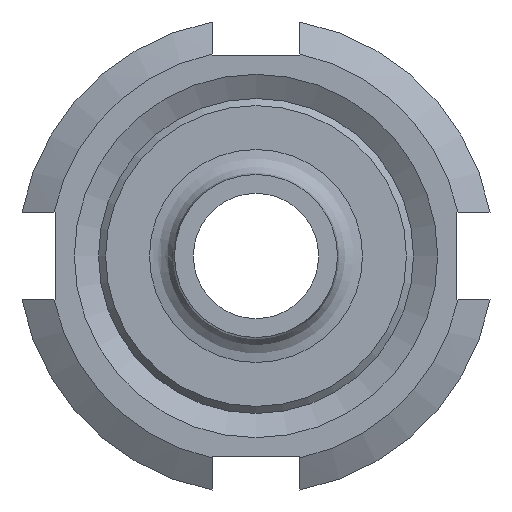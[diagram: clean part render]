
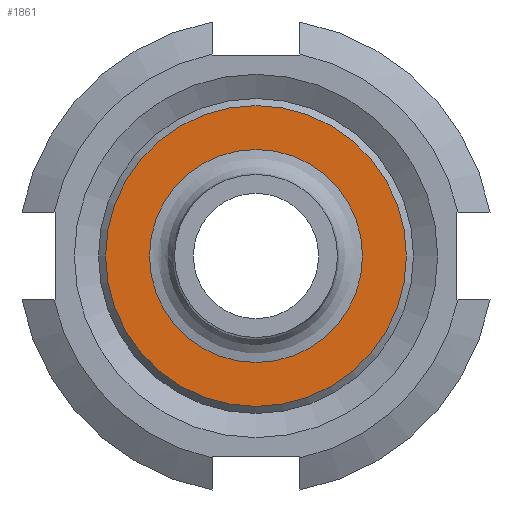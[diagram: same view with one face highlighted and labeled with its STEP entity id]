
A CAD part, left-side view. The second image highlights one B-rep face of the part: STEP entity #1861.
In plain terms, the highlighted planar face has unit normal (-1, 0, 0).
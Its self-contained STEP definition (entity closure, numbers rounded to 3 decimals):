
#1751=CARTESIAN_POINT('',(29.,0.0,12.));
#1752=VERTEX_POINT('',#1751);
#1753=CARTESIAN_POINT('',(29.,0.0,0.0));
#1754=DIRECTION('',(-1.0,0.0,0.0));
#1755=DIRECTION('',(0.0,0.0,1.0));
#1756=AXIS2_PLACEMENT_3D('',#1753,#1754,#1755);
#1757=CIRCLE('',#1756,12.);
#1758=EDGE_CURVE('',#1752,#1752,#1757,.T.);
#1827=CARTESIAN_POINT('',(29.,8.5,0.0));
#1828=VERTEX_POINT('',#1827);
#1829=CARTESIAN_POINT('',(29.,0.,0.0));
#1830=DIRECTION('',(1.0,0.0,0.0));
#1831=DIRECTION('',(0.0,1.0,0.0));
#1832=AXIS2_PLACEMENT_3D('',#1829,#1830,#1831);
#1833=CIRCLE('',#1832,8.5);
#1834=EDGE_CURVE('',#1828,#1828,#1833,.T.);
#1850=CARTESIAN_POINT('',(29.,11.25,0.0));
#1851=DIRECTION('',(-1.0,0.0,0.0));
#1852=DIRECTION('',(0.0,0.0,1.0));
#1853=AXIS2_PLACEMENT_3D('',#1850,#1851,#1852);
#1854=PLANE('',#1853);
#1855=ORIENTED_EDGE('',*,*,#1758,.T.);
#1856=EDGE_LOOP('',(#1855));
#1857=FACE_OUTER_BOUND('',#1856,.T.);
#1858=ORIENTED_EDGE('',*,*,#1834,.T.);
#1859=EDGE_LOOP('',(#1858));
#1860=FACE_BOUND('',#1859,.T.);
#1861=ADVANCED_FACE('',(#1857,#1860),#1854,.T.);
